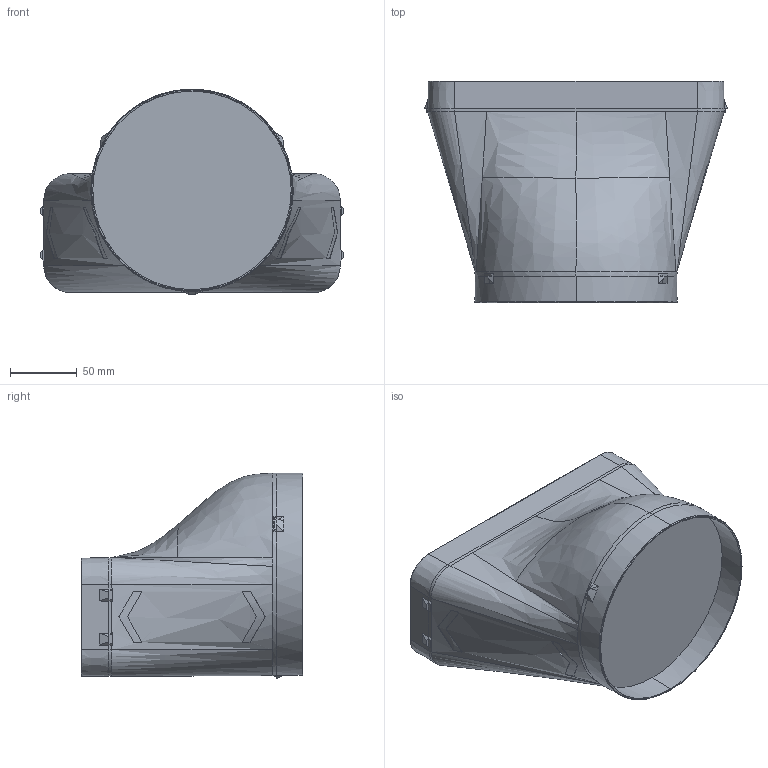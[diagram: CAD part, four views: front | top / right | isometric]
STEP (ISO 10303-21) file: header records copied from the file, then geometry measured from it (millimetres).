
FILE_DESCRIPTION(('CATIA V5 STEP Exchange'),'2;1');
FILE_NAME('4051018 P-EST 150 Endstueck_vereinfacht.stp','2023-03-27T08:41:31+00:00',('none'),('none'),'CATIA Version 5 Release 21 SP 1 (IN-10)','CATIA V5 STEP AP214 Edition 3','none');
FILE_SCHEMA(('AUTOMOTIVE_DESIGN { 1 0 10303 214 3 1 1 1 }'));
Length unit declared in the file: millimetre
Products named in the file (1): 4051018 P-EST 150 Endstueck_vereinfacht
Bounding box: 226.9 x 166 x 154.05 mm (x, y, z)
Volume: 2366322.7 mm3; surface area: 147641.8 mm2
Topology: 1 solids, 1 shells, 180 faces, 470 edges, 298 vertices
Faces by surface type: plane 82, extrusion 34, cone 31, bspline 16, cylinder 10, torus 7
Entity records: 7593 total; most frequent: CARTESIAN_POINT 3566, ORIENTED_EDGE 940, DIRECTION 555, EDGE_CURVE 470, VERTEX_POINT 298, VECTOR 246, B_SPLINE_CURVE_WITH_KNOTS 223, LINE 212
